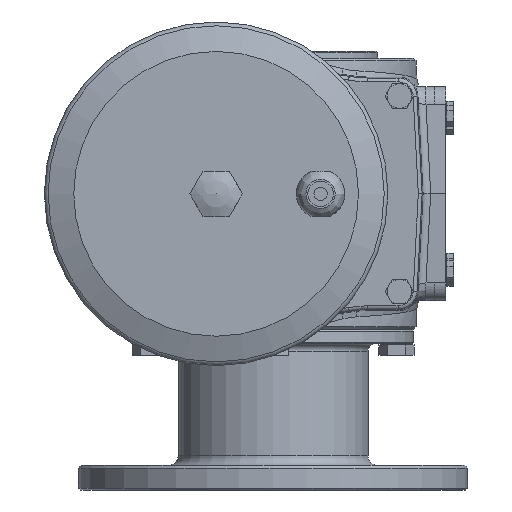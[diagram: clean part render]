
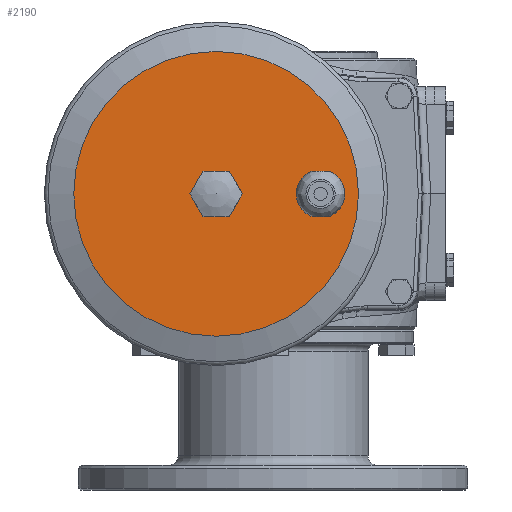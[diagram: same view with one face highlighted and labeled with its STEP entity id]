
A CAD part, left-side view. The second image highlights one B-rep face of the part: STEP entity #2190.
In plain terms, the highlighted planar face has unit normal (-1, 0, 0).
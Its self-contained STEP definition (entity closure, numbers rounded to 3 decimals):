
#2190 = ADVANCED_FACE( '', ( #4890, #4891, #4892 ), #4893, .T. );
#4890 = FACE_BOUND( '', #11355, .T. );
#4891 = FACE_OUTER_BOUND( '', #11356, .T. );
#4892 = FACE_BOUND( '', #11357, .T. );
#4893 = PLANE( '', #11358 );
#11355 = EDGE_LOOP( '', ( #18373, #18374, #18375, #18376 ) );
#11356 = EDGE_LOOP( '', ( #18377 ) );
#11357 = EDGE_LOOP( '', ( #18378, #18379, #18380, #18381, #18382, #18383 ) );
#11358 = AXIS2_PLACEMENT_3D( '', #18384, #18385, #18386 );
#18373 = ORIENTED_EDGE( '', *, *, #20395, .F. );
#18374 = ORIENTED_EDGE( '', *, *, #21332, .F. );
#18375 = ORIENTED_EDGE( '', *, *, #21471, .F. );
#18376 = ORIENTED_EDGE( '', *, *, #22061, .T. );
#18377 = ORIENTED_EDGE( '', *, *, #21882, .T. );
#18378 = ORIENTED_EDGE( '', *, *, #21832, .T. );
#18379 = ORIENTED_EDGE( '', *, *, #22156, .T. );
#18380 = ORIENTED_EDGE( '', *, *, #22070, .T. );
#18381 = ORIENTED_EDGE( '', *, *, #21194, .T. );
#18382 = ORIENTED_EDGE( '', *, *, #21913, .T. );
#18383 = ORIENTED_EDGE( '', *, *, #22463, .T. );
#18384 = CARTESIAN_POINT( '', ( -577., -45., 0. ) );
#18385 = DIRECTION( '', ( -1., 0., 0. ) );
#18386 = DIRECTION( '', ( 0., -1., 0. ) );
#20395 = EDGE_CURVE( '', #23083, #23084, #23085, .T. );
#21194 = EDGE_CURVE( '', #24418, #24422, #24424, .T. );
#21332 = EDGE_CURVE( '', #24624, #23083, #24627, .T. );
#21471 = EDGE_CURVE( '', #24843, #24624, #24846, .T. );
#21832 = EDGE_CURVE( '', #25343, #25347, #25349, .T. );
#21882 = EDGE_CURVE( '', #25414, #25414, #25415, .T. );
#21913 = EDGE_CURVE( '', #24422, #25456, #25458, .T. );
#22061 = EDGE_CURVE( '', #24843, #23084, #25654, .T. );
#22070 = EDGE_CURVE( '', #25663, #24418, #25666, .T. );
#22156 = EDGE_CURVE( '', #25347, #25663, #25775, .T. );
#22463 = EDGE_CURVE( '', #25456, #25343, #26154, .T. );
#23083 = VERTEX_POINT( '', #26891 );
#23084 = VERTEX_POINT( '', #26892 );
#23085 = CIRCLE( '', #26893, 12.8 );
#24418 = VERTEX_POINT( '', #29167 );
#24422 = VERTEX_POINT( '', #29172 );
#24424 = LINE( '', #29175, #29176 );
#24624 = VERTEX_POINT( '', #29591 );
#24627 = LINE( '', #29595, #29596 );
#24843 = VERTEX_POINT( '', #30063 );
#24846 = CIRCLE( '', #30067, 12.8 );
#25343 = VERTEX_POINT( '', #30968 );
#25347 = VERTEX_POINT( '', #30973 );
#25349 = LINE( '', #30976, #30977 );
#25414 = VERTEX_POINT( '', #31069 );
#25415 = CIRCLE( '', #31070, 75. );
#25456 = VERTEX_POINT( '', #31127 );
#25458 = LINE( '', #31130, #31131 );
#25654 = LINE( '', #31729, #31730 );
#25663 = VERTEX_POINT( '', #31741 );
#25666 = LINE( '', #31745, #31746 );
#25775 = LINE( '', #31893, #31894 );
#26154 = LINE( '', #32850, #32851 );
#26891 = CARTESIAN_POINT( '', ( -577., -20.546, 12. ) );
#26892 = CARTESIAN_POINT( '', ( -577., -20.546, -12. ) );
#26893 = AXIS2_PLACEMENT_3D( '', #33800, #33801, #33802 );
#29167 = CARTESIAN_POINT( '', ( -577., 23.072, 12. ) );
#29172 = CARTESIAN_POINT( '', ( -577., 16.144, 0. ) );
#29175 = CARTESIAN_POINT( '', ( -577., 23.072, 12. ) );
#29176 = VECTOR( '', #34773, 1000. );
#29591 = CARTESIAN_POINT( '', ( -577., -29.454, 12. ) );
#29595 = CARTESIAN_POINT( '', ( -577., -29.454, 12. ) );
#29596 = VECTOR( '', #34912, 1000. );
#30063 = CARTESIAN_POINT( '', ( -577., -29.454, -12. ) );
#30067 = AXIS2_PLACEMENT_3D( '', #35081, #35082, #35083 );
#30968 = CARTESIAN_POINT( '', ( -577., 36.928, -12. ) );
#30973 = CARTESIAN_POINT( '', ( -577., 43.856, 0. ) );
#30976 = CARTESIAN_POINT( '', ( -577., 36.928, -12. ) );
#30977 = VECTOR( '', #35528, 1000. );
#31069 = CARTESIAN_POINT( '', ( -577., -45., 0. ) );
#31070 = AXIS2_PLACEMENT_3D( '', #35582, #35583, #35584 );
#31127 = CARTESIAN_POINT( '', ( -577., 23.072, -12. ) );
#31130 = CARTESIAN_POINT( '', ( -577., 16.144, 0. ) );
#31131 = VECTOR( '', #35620, 1000. );
#31729 = CARTESIAN_POINT( '', ( -577., -29.454, -12. ) );
#31730 = VECTOR( '', #35784, 1000. );
#31741 = CARTESIAN_POINT( '', ( -577., 36.928, 12. ) );
#31745 = CARTESIAN_POINT( '', ( -577., 36.928, 12. ) );
#31746 = VECTOR( '', #35794, 1000. );
#31893 = CARTESIAN_POINT( '', ( -577., 43.856, 0. ) );
#31894 = VECTOR( '', #35899, 1000. );
#32850 = CARTESIAN_POINT( '', ( -577., 23.072, -12. ) );
#32851 = VECTOR( '', #36186, 1000. );
#33800 = CARTESIAN_POINT( '', ( -577., -25., 0. ) );
#33801 = DIRECTION( '', ( -1., 0., 0. ) );
#33802 = DIRECTION( '', ( 0., -1., 0. ) );
#34773 = DIRECTION( '', ( 0., -0.5, -0.866 ) );
#34912 = DIRECTION( '', ( 0., 1., 0. ) );
#35081 = CARTESIAN_POINT( '', ( -577., -25., 0. ) );
#35082 = DIRECTION( '', ( -1., 0., 0. ) );
#35083 = DIRECTION( '', ( 0., -1., 0. ) );
#35528 = DIRECTION( '', ( 0., 0.5, 0.866 ) );
#35582 = CARTESIAN_POINT( '', ( -577., 30., 0. ) );
#35583 = DIRECTION( '', ( -1., 0., 0. ) );
#35584 = DIRECTION( '', ( 0., -1., 0. ) );
#35620 = DIRECTION( '', ( 0., 0.5, -0.866 ) );
#35784 = DIRECTION( '', ( 0., 1., 0. ) );
#35794 = DIRECTION( '', ( 0., -1., 0. ) );
#35899 = DIRECTION( '', ( 0., -0.5, 0.866 ) );
#36186 = DIRECTION( '', ( 0., 1., 0. ) );
